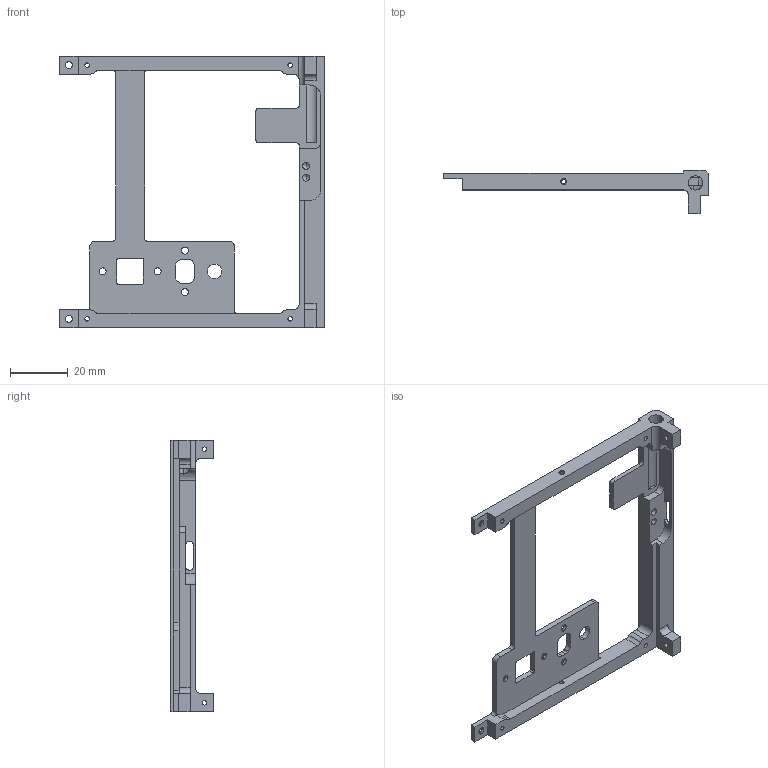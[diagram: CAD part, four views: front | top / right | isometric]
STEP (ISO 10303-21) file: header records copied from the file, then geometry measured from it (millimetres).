
FILE_DESCRIPTION (( 'STEP AP214' ), '1' );
FILE_NAME ('CS03_V3.STEP', '2022-07-28T09:12:31', ( '' ), ( '' ), 'SwSTEP 2.0', 'SolidWorks 2021', '' );
FILE_SCHEMA (( 'AUTOMOTIVE_DESIGN' ));
Length unit declared in the file: millimetre
Products named in the file (1): CS03_V3
Bounding box: 91.4 x 14.9 x 94 mm (x, y, z)
Volume: 13593.2 mm3; surface area: 11791.9 mm2
Topology: 1 solids, 1 shells, 167 faces, 484 edges, 314 vertices
Faces by surface type: cylinder 80, plane 67, cone 20
Entity records: 5915 total; most frequent: CARTESIAN_POINT 1000, DIRECTION 989, ORIENTED_EDGE 960, EDGE_CURVE 480, AXIS2_PLACEMENT_3D 345, VERTEX_POINT 314, VECTOR 299, LINE 299
